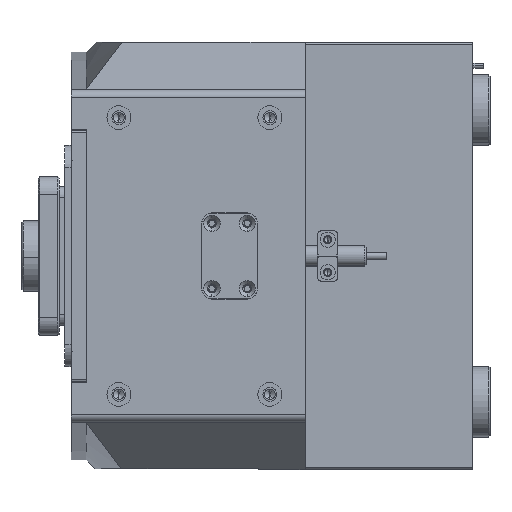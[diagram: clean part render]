
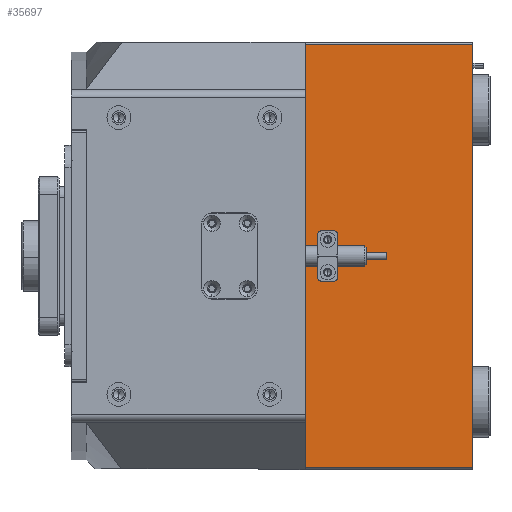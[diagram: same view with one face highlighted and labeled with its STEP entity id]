
A CAD part, left-side view. The second image highlights one B-rep face of the part: STEP entity #35697.
In plain terms, the highlighted planar face has unit normal (-1, 0, 0).
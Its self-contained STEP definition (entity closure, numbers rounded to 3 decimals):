
#184 = ORIENTED_EDGE ( 'NONE', *, *, #10716, .F. ) ;
#305 = CARTESIAN_POINT ( 'NONE',  ( -145., -34., -7.75 ) ) ;
#892 = EDGE_CURVE ( 'NONE', #21063, #24858, #14450, .T. ) ;
#1086 = CARTESIAN_POINT ( 'NONE',  ( -145., -25., 85. ) ) ;
#1250 = FACE_OUTER_BOUND ( 'NONE', #1465, .T. ) ;
#1465 = EDGE_LOOP ( 'NONE', ( #32388, #30730, #43776, #31038 ) ) ;
#1920 = CARTESIAN_POINT ( 'NONE',  ( -145., -34., -6.5 ) ) ;
#3092 = EDGE_CURVE ( 'NONE', #18620, #38537, #10487, .T. ) ;
#3312 = CARTESIAN_POINT ( 'NONE',  ( -145., -34., -6.5 ) ) ;
#4057 = DIRECTION ( 'NONE',  ( 0., 1., 0. ) ) ;
#5104 = DIRECTION ( 'NONE',  ( -1., 0., 0. ) ) ;
#8815 = FACE_BOUND ( 'NONE', #41059, .T. ) ;
#9263 = VECTOR ( 'NONE', #19111, 1000. ) ;
#9416 = DIRECTION ( 'NONE',  ( 1., 0., 0. ) ) ;
#10213 = VERTEX_POINT ( 'NONE', #33804 ) ;
#10487 = CIRCLE ( 'NONE', #16241, 1.25 ) ;
#10716 = EDGE_CURVE ( 'NONE', #11344, #12722, #40004, .T. ) ;
#11344 = VERTEX_POINT ( 'NONE', #18494 ) ;
#12614 = CARTESIAN_POINT ( 'NONE',  ( -145., -34., 6.5 ) ) ;
#12722 = VERTEX_POINT ( 'NONE', #305 ) ;
#13849 = VECTOR ( 'NONE', #30032, 1000. ) ;
#14450 = LINE ( 'NONE', #41604, #13849 ) ;
#15412 = CARTESIAN_POINT ( 'NONE',  ( -145., -91.5, 85. ) ) ;
#15525 = EDGE_CURVE ( 'NONE', #10213, #24858, #21133, .T. ) ;
#15539 = EDGE_CURVE ( 'NONE', #38537, #18620, #45539, .T. ) ;
#16241 = AXIS2_PLACEMENT_3D ( 'NONE', #12614, #5104, #28852 ) ;
#16645 = EDGE_LOOP ( 'NONE', ( #39361, #33552 ) ) ;
#16936 = VECTOR ( 'NONE', #4057, 1000. ) ;
#18494 = CARTESIAN_POINT ( 'NONE',  ( -145., -34., -5.25 ) ) ;
#18620 = VERTEX_POINT ( 'NONE', #38093 ) ;
#19111 = DIRECTION ( 'NONE',  ( 0., 0., -1. ) ) ;
#19143 = AXIS2_PLACEMENT_3D ( 'NONE', #1920, #25711, #30065 ) ;
#19759 = DIRECTION ( 'NONE',  ( 0., 0., 1. ) ) ;
#21063 = VERTEX_POINT ( 'NONE', #48625 ) ;
#21133 = LINE ( 'NONE', #15412, #9263 ) ;
#22356 = EDGE_CURVE ( 'NONE', #38459, #21063, #48760, .T. ) ;
#24713 = DIRECTION ( 'NONE',  ( 0., 0., -1. ) ) ;
#24858 = VERTEX_POINT ( 'NONE', #35879 ) ;
#25711 = DIRECTION ( 'NONE',  ( -1., 0., 0. ) ) ;
#25816 = EDGE_CURVE ( 'NONE', #12722, #11344, #51708, .T. ) ;
#28224 = AXIS2_PLACEMENT_3D ( 'NONE', #45268, #9416, #44757 ) ;
#28852 = DIRECTION ( 'NONE',  ( 0., 0., 1. ) ) ;
#30032 = DIRECTION ( 'NONE',  ( 0., -1., 0. ) ) ;
#30065 = DIRECTION ( 'NONE',  ( 0., 0., 1. ) ) ;
#30307 = AXIS2_PLACEMENT_3D ( 'NONE', #3312, #43201, #19759 ) ;
#30730 = ORIENTED_EDGE ( 'NONE', *, *, #892, .T. ) ;
#31038 = ORIENTED_EDGE ( 'NONE', *, *, #46812, .T. ) ;
#32388 = ORIENTED_EDGE ( 'NONE', *, *, #22356, .T. ) ;
#33224 = CARTESIAN_POINT ( 'NONE',  ( -145., -25., 84. ) ) ;
#33552 = ORIENTED_EDGE ( 'NONE', *, *, #15539, .F. ) ;
#33804 = CARTESIAN_POINT ( 'NONE',  ( -145., -91.5, 84. ) ) ;
#35697 = ADVANCED_FACE ( 'NONE', ( #38801, #8815, #1250 ), #36892, .F. ) ;
#35879 = CARTESIAN_POINT ( 'NONE',  ( -145., -91.5, -84. ) ) ;
#36892 = PLANE ( 'NONE',  #28224 ) ;
#38093 = CARTESIAN_POINT ( 'NONE',  ( -145., -34., 7.75 ) ) ;
#38459 = VERTEX_POINT ( 'NONE', #33224 ) ;
#38537 = VERTEX_POINT ( 'NONE', #49655 ) ;
#38801 = FACE_BOUND ( 'NONE', #16645, .T. ) ;
#39203 = CARTESIAN_POINT ( 'NONE',  ( -145., -34., 6.5 ) ) ;
#39361 = ORIENTED_EDGE ( 'NONE', *, *, #3092, .F. ) ;
#39455 = LINE ( 'NONE', #51595, #16936 ) ;
#40004 = CIRCLE ( 'NONE', #19143, 1.25 ) ;
#41059 = EDGE_LOOP ( 'NONE', ( #184, #47271 ) ) ;
#41604 = CARTESIAN_POINT ( 'NONE',  ( -145., -91.5, -84. ) ) ;
#43201 = DIRECTION ( 'NONE',  ( -1., 0., 0. ) ) ;
#43776 = ORIENTED_EDGE ( 'NONE', *, *, #15525, .F. ) ;
#44757 = DIRECTION ( 'NONE',  ( 0., 0., -1. ) ) ;
#45268 = CARTESIAN_POINT ( 'NONE',  ( -145., -91.5, 85. ) ) ;
#45539 = CIRCLE ( 'NONE', #47390, 1.25 ) ;
#46812 = EDGE_CURVE ( 'NONE', #10213, #38459, #39455, .T. ) ;
#47271 = ORIENTED_EDGE ( 'NONE', *, *, #25816, .F. ) ;
#47390 = AXIS2_PLACEMENT_3D ( 'NONE', #39203, #50736, #47416 ) ;
#47416 = DIRECTION ( 'NONE',  ( 0., 0., 1. ) ) ;
#47511 = VECTOR ( 'NONE', #24713, 1000. ) ;
#48625 = CARTESIAN_POINT ( 'NONE',  ( -145., -25., -84. ) ) ;
#48760 = LINE ( 'NONE', #1086, #47511 ) ;
#49655 = CARTESIAN_POINT ( 'NONE',  ( -145., -34., 5.25 ) ) ;
#50736 = DIRECTION ( 'NONE',  ( -1., 0., 0. ) ) ;
#51595 = CARTESIAN_POINT ( 'NONE',  ( -145., -91.5, 84. ) ) ;
#51708 = CIRCLE ( 'NONE', #30307, 1.25 ) ;
